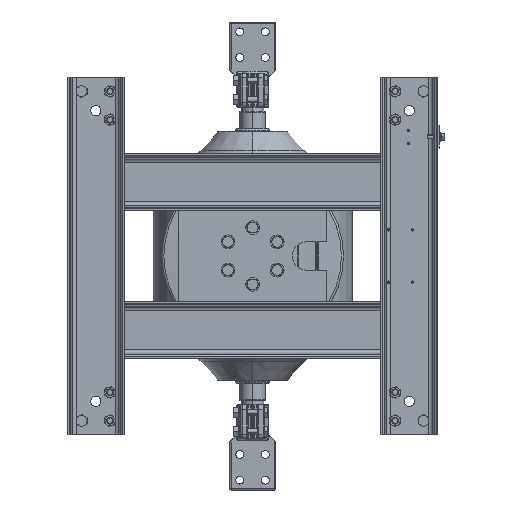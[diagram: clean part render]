
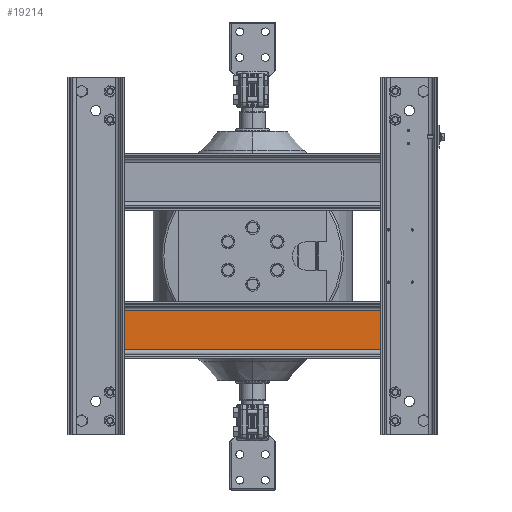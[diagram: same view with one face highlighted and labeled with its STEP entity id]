
A CAD part, front view. The second image highlights one B-rep face of the part: STEP entity #19214.
In plain terms, the highlighted planar face has unit normal (0, -1, 0).
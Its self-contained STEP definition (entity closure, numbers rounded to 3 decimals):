
#5854 = AXIS2_PLACEMENT_3D ( 'NONE', #73277, #73205, #73267 ) ;
#19214 = ADVANCED_FACE ( 'NONE', ( #83989 ), #73266, .F. ) ;
#22311 = VERTEX_POINT ( 'NONE', #36670 ) ;
#22316 = VERTEX_POINT ( 'NONE', #36776 ) ;
#22319 = VERTEX_POINT ( 'NONE', #36770 ) ;
#22918 = VERTEX_POINT ( 'NONE', #36796 ) ;
#28361 = EDGE_LOOP ( 'NONE', ( #58174, #58171, #58033, #57993 ) ) ;
#34802 = LINE ( 'NONE', #37323, #34834 ) ;
#34834 = VECTOR ( 'NONE', #37232, 1000. ) ;
#34850 = LINE ( 'NONE', #37447, #34851 ) ;
#34851 = VECTOR ( 'NONE', #37453, 1000. ) ;
#34856 = VECTOR ( 'NONE', #37489, 1000. ) ;
#34861 = VECTOR ( 'NONE', #37324, 1000. ) ;
#34887 = LINE ( 'NONE', #37336, #34861 ) ;
#34893 = LINE ( 'NONE', #37477, #34856 ) ;
#36670 = CARTESIAN_POINT ( 'NONE',  ( -226., -14.5, -96.01 ) ) ;
#36770 = CARTESIAN_POINT ( 'NONE',  ( -226., -14.5, -163.99 ) ) ;
#36776 = CARTESIAN_POINT ( 'NONE',  ( 226., -14.5, -163.99 ) ) ;
#36796 = CARTESIAN_POINT ( 'NONE',  ( 226., -14.5, -96.01 ) ) ;
#37232 = DIRECTION ( 'NONE',  ( -1., 0., 0. ) ) ;
#37323 = CARTESIAN_POINT ( 'NONE',  ( 226., -14.5, -96.01 ) ) ;
#37324 = DIRECTION ( 'NONE',  ( -1., 0., 0. ) ) ;
#37336 = CARTESIAN_POINT ( 'NONE',  ( 226., -14.5, -163.99 ) ) ;
#37447 = CARTESIAN_POINT ( 'NONE',  ( 226., -14.5, -96.01 ) ) ;
#37453 = DIRECTION ( 'NONE',  ( 0., 0., -1. ) ) ;
#37477 = CARTESIAN_POINT ( 'NONE',  ( -226., -14.5, -96.01 ) ) ;
#37489 = DIRECTION ( 'NONE',  ( 0., 0., -1. ) ) ;
#57993 = ORIENTED_EDGE ( 'NONE', *, *, #73234, .T. ) ;
#58033 = ORIENTED_EDGE ( 'NONE', *, *, #73316, .F. ) ;
#58171 = ORIENTED_EDGE ( 'NONE', *, *, #73268, .F. ) ;
#58174 = ORIENTED_EDGE ( 'NONE', *, *, #73290, .T. ) ;
#73205 = DIRECTION ( 'NONE',  ( 0., 1., 0. ) ) ;
#73234 = EDGE_CURVE ( 'NONE', #22918, #22311, #34802, .T. ) ;
#73266 = PLANE ( 'NONE',  #5854 ) ;
#73267 = DIRECTION ( 'NONE',  ( 1., 0., 0. ) ) ;
#73268 = EDGE_CURVE ( 'NONE', #22316, #22319, #34887, .T. ) ;
#73277 = CARTESIAN_POINT ( 'NONE',  ( 226., -14.5, -96.01 ) ) ;
#73290 = EDGE_CURVE ( 'NONE', #22311, #22319, #34893, .T. ) ;
#73316 = EDGE_CURVE ( 'NONE', #22918, #22316, #34850, .T. ) ;
#83989 = FACE_OUTER_BOUND ( 'NONE', #28361, .T. ) ;
